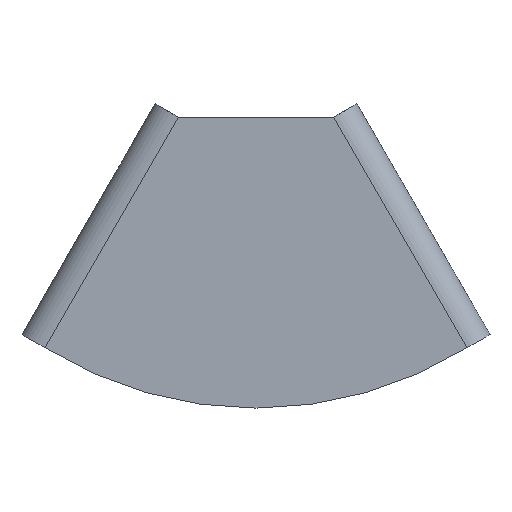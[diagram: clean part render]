
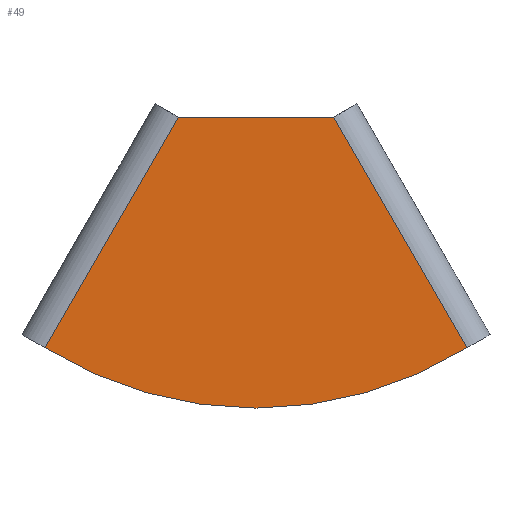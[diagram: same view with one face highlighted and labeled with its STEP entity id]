
A CAD part, front view. The second image highlights one B-rep face of the part: STEP entity #49.
In plain terms, the highlighted planar face has unit normal (0, -1, 0).
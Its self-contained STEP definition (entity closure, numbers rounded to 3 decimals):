
#8 = CARTESIAN_POINT ( 'NONE',  ( 17.5, -3., 30. ) ) ;
#49 = ADVANCED_FACE ( 'NONE', ( #412 ), #871, .T. ) ;
#74 = ORIENTED_EDGE ( 'NONE', *, *, #215, .T. ) ;
#134 = CARTESIAN_POINT ( 'NONE',  ( -17.5, -3., 30. ) ) ;
#141 = CARTESIAN_POINT ( 'NONE',  ( 0., -3., 54.483 ) ) ;
#166 = ORIENTED_EDGE ( 'NONE', *, *, #674, .T. ) ;
#176 = CARTESIAN_POINT ( 'NONE',  ( -17.5, -3., 30. ) ) ;
#195 = CIRCLE ( 'NONE', #208, 90. ) ;
#208 = AXIS2_PLACEMENT_3D ( 'NONE', #647, #337, #572 ) ;
#214 = VECTOR ( 'NONE', #420, 1000. ) ;
#215 = EDGE_CURVE ( 'NONE', #831, #673, #195, .T. ) ;
#222 = DIRECTION ( 'NONE',  ( 0., -1., 0. ) ) ;
#230 = CARTESIAN_POINT ( 'NONE',  ( -47.5, -3., -21.962 ) ) ;
#268 = VERTEX_POINT ( 'NONE', #134 ) ;
#337 = DIRECTION ( 'NONE',  ( 0., -1., 0. ) ) ;
#366 = VECTOR ( 'NONE', #455, 1000. ) ;
#368 = EDGE_LOOP ( 'NONE', ( #488, #166, #597, #74 ) ) ;
#379 = DIRECTION ( 'NONE',  ( 0.5, 0., -0.866 ) ) ;
#412 = FACE_OUTER_BOUND ( 'NONE', #368, .T. ) ;
#420 = DIRECTION ( 'NONE',  ( -1., 0., 0. ) ) ;
#455 = DIRECTION ( 'NONE',  ( -0.5, 0., -0.866 ) ) ;
#484 = DIRECTION ( 'NONE',  ( 0., 0., -1. ) ) ;
#488 = ORIENTED_EDGE ( 'NONE', *, *, #925, .F. ) ;
#517 = LINE ( 'NONE', #812, #668 ) ;
#530 = AXIS2_PLACEMENT_3D ( 'NONE', #141, #222, #484 ) ;
#553 = EDGE_CURVE ( 'NONE', #268, #831, #896, .T. ) ;
#562 = LINE ( 'NONE', #649, #214 ) ;
#572 = DIRECTION ( 'NONE',  ( 0., 0., -1. ) ) ;
#597 = ORIENTED_EDGE ( 'NONE', *, *, #553, .T. ) ;
#647 = CARTESIAN_POINT ( 'NONE',  ( 0., -3., 54.483 ) ) ;
#648 = CARTESIAN_POINT ( 'NONE',  ( 47.5, -3., -21.962 ) ) ;
#649 = CARTESIAN_POINT ( 'NONE',  ( 17.5, -3., 30. ) ) ;
#668 = VECTOR ( 'NONE', #379, 1000. ) ;
#673 = VERTEX_POINT ( 'NONE', #648 ) ;
#674 = EDGE_CURVE ( 'NONE', #709, #268, #562, .T. ) ;
#709 = VERTEX_POINT ( 'NONE', #8 ) ;
#812 = CARTESIAN_POINT ( 'NONE',  ( 17.5, -3., 30. ) ) ;
#831 = VERTEX_POINT ( 'NONE', #230 ) ;
#871 = PLANE ( 'NONE',  #530 ) ;
#896 = LINE ( 'NONE', #176, #366 ) ;
#925 = EDGE_CURVE ( 'NONE', #709, #673, #517, .T. ) ;
